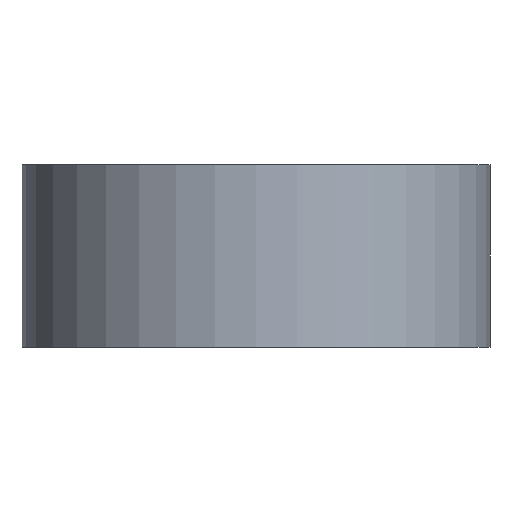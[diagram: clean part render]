
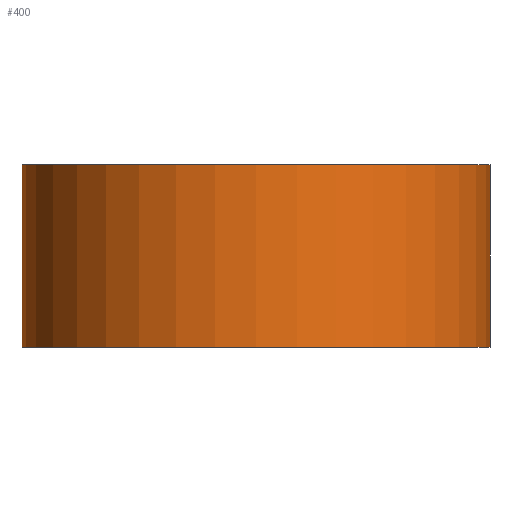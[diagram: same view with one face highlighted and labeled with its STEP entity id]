
A CAD part, front view. The second image highlights one B-rep face of the part: STEP entity #400.
In plain terms, the highlighted cylindrical face has radius 16.294 mm (diameter 32.588 mm), a partial arc.
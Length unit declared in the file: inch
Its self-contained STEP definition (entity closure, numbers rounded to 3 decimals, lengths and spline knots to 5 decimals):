
#7 = VECTOR ( 'NONE', #105, 39.37008 ) ;
#14 = LINE ( 'NONE', #115, #7 ) ;
#23 = CARTESIAN_POINT ( 'NONE',  ( -0.048, -1.625, 0.25 ) ) ;
#27 = LINE ( 'NONE', #369, #148 ) ;
#72 = CIRCLE ( 'NONE', #280, 0.6415 ) ;
#101 = CARTESIAN_POINT ( 'NONE',  ( 0.5935, -1.625, -0.25 ) ) ;
#105 = DIRECTION ( 'NONE',  ( 0., 0., -1. ) ) ;
#115 = CARTESIAN_POINT ( 'NONE',  ( 0.5935, -0.9835, 0.25 ) ) ;
#118 = ORIENTED_EDGE ( 'NONE', *, *, #469, .F. ) ;
#148 = VECTOR ( 'NONE', #416, 39.37008 ) ;
#154 = DIRECTION ( 'NONE',  ( 1., 0., 0. ) ) ;
#156 = VERTEX_POINT ( 'NONE', #192 ) ;
#172 = VERTEX_POINT ( 'NONE', #23 ) ;
#187 = CARTESIAN_POINT ( 'NONE',  ( 0.5935, -0.9835, -0.25 ) ) ;
#188 = VERTEX_POINT ( 'NONE', #187 ) ;
#192 = CARTESIAN_POINT ( 'NONE',  ( -0.048, -1.625, -0.25 ) ) ;
#205 = ORIENTED_EDGE ( 'NONE', *, *, #427, .T. ) ;
#206 = DIRECTION ( 'NONE',  ( 0., 0., -1. ) ) ;
#238 = ORIENTED_EDGE ( 'NONE', *, *, #500, .T. ) ;
#271 = CIRCLE ( 'NONE', #508, 0.6415 ) ;
#280 = AXIS2_PLACEMENT_3D ( 'NONE', #409, #206, #454 ) ;
#302 = EDGE_CURVE ( 'NONE', #307, #188, #14, .T. ) ;
#307 = VERTEX_POINT ( 'NONE', #331 ) ;
#331 = CARTESIAN_POINT ( 'NONE',  ( 0.5935, -0.9835, 0.25 ) ) ;
#332 = AXIS2_PLACEMENT_3D ( 'NONE', #451, #405, #531 ) ;
#367 = DIRECTION ( 'NONE',  ( 0., 0., -1. ) ) ;
#369 = CARTESIAN_POINT ( 'NONE',  ( -0.048, -1.625, 0.25 ) ) ;
#400 = ADVANCED_FACE ( 'NONE', ( #546 ), #496, .T. ) ;
#405 = DIRECTION ( 'NONE',  ( 0., 0., -1. ) ) ;
#409 = CARTESIAN_POINT ( 'NONE',  ( 0.5935, -1.625, 0.25 ) ) ;
#415 = EDGE_LOOP ( 'NONE', ( #118, #440, #205, #238 ) ) ;
#416 = DIRECTION ( 'NONE',  ( 0., 0., -1. ) ) ;
#427 = EDGE_CURVE ( 'NONE', #307, #172, #72, .T. ) ;
#440 = ORIENTED_EDGE ( 'NONE', *, *, #302, .F. ) ;
#451 = CARTESIAN_POINT ( 'NONE',  ( 0.5935, -1.625, 0.25 ) ) ;
#454 = DIRECTION ( 'NONE',  ( 1., 0., 0. ) ) ;
#469 = EDGE_CURVE ( 'NONE', #188, #156, #271, .T. ) ;
#496 = CYLINDRICAL_SURFACE ( 'NONE', #332, 0.6415 ) ;
#500 = EDGE_CURVE ( 'NONE', #172, #156, #27, .T. ) ;
#508 = AXIS2_PLACEMENT_3D ( 'NONE', #101, #367, #154 ) ;
#531 = DIRECTION ( 'NONE',  ( -1., 0., 0. ) ) ;
#546 = FACE_OUTER_BOUND ( 'NONE', #415, .T. ) ;
